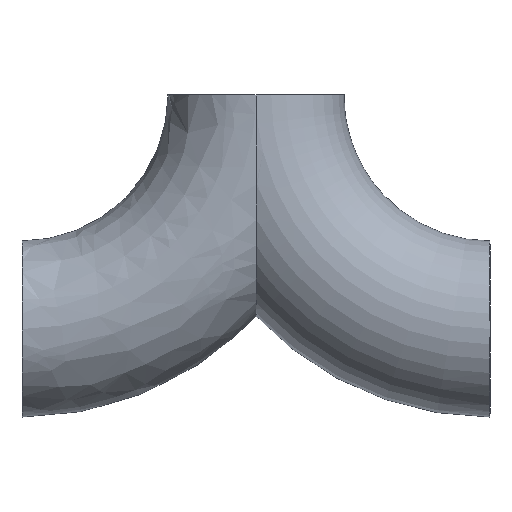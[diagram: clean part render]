
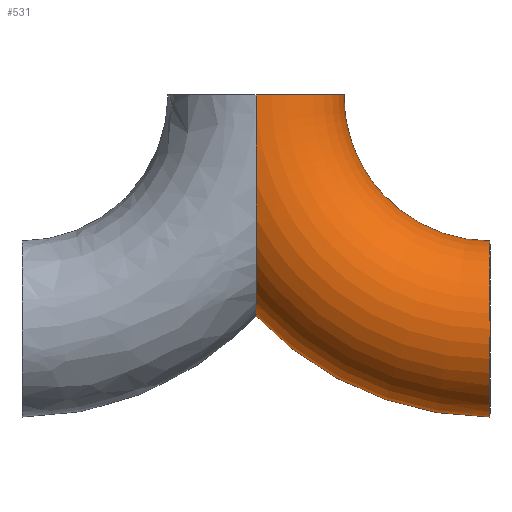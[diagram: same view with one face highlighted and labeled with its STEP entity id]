
A CAD part, front view. The second image highlights one B-rep face of the part: STEP entity #531.
In plain terms, the highlighted toroidal (fillet/blend) face has major radius 67.5 mm and minor radius 25.4 mm.
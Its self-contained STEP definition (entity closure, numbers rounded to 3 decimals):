
#391=CARTESIAN_POINT('',(0.,-25.4,0.));
#392=VERTEX_POINT('',#391);
#393=CARTESIAN_POINT('',(0.,25.4,0.));
#394=VERTEX_POINT('',#393);
#395=CARTESIAN_POINT('',(0.,-25.4,0.));
#396=CARTESIAN_POINT('',(0.,-25.4,-0.112));
#397=CARTESIAN_POINT('',(0.,-25.4,-0.247));
#398=CARTESIAN_POINT('',(0.,-25.4,-0.359));
#399=CARTESIAN_POINT('',(0.,-25.4,-7.439));
#400=CARTESIAN_POINT('',(0.,-25.402,-12.596));
#401=CARTESIAN_POINT('',(0.,-25.312,-17.01));
#402=CARTESIAN_POINT('',(0.,-25.285,-18.342));
#403=CARTESIAN_POINT('',(0.,-25.25,-19.607));
#404=CARTESIAN_POINT('',(0.,-25.205,-20.836));
#405=CARTESIAN_POINT('',(0.,-25.178,-21.564));
#406=CARTESIAN_POINT('',(0.,-25.148,-22.281));
#407=CARTESIAN_POINT('',(0.,-25.112,-23.));
#408=CARTESIAN_POINT('',(0.,-24.893,-27.486));
#409=CARTESIAN_POINT('',(0.,-24.491,-31.915));
#410=CARTESIAN_POINT('',(0.,-23.722,-36.17));
#411=CARTESIAN_POINT('',(0.,-23.476,-37.527));
#412=CARTESIAN_POINT('',(0.,-23.193,-38.867));
#413=CARTESIAN_POINT('',(0.,-22.868,-40.185));
#414=CARTESIAN_POINT('',(0.,-22.602,-41.257));
#415=CARTESIAN_POINT('',(0.,-22.308,-42.316));
#416=CARTESIAN_POINT('',(0.,-21.979,-43.369));
#417=CARTESIAN_POINT('',(0.,-20.96,-46.623));
#418=CARTESIAN_POINT('',(0.,-19.609,-49.781));
#419=CARTESIAN_POINT('',(0.,-17.811,-52.656));
#420=CARTESIAN_POINT('',(0.,-16.828,-54.227));
#421=CARTESIAN_POINT('',(0.,-15.712,-55.712));
#422=CARTESIAN_POINT('',(0.,-14.453,-57.061));
#423=CARTESIAN_POINT('',(0.,-13.206,-58.399));
#424=CARTESIAN_POINT('',(0.,-11.811,-59.606));
#425=CARTESIAN_POINT('',(0.,-10.298,-60.611));
#426=CARTESIAN_POINT('',(0.,-8.954,-61.503));
#427=CARTESIAN_POINT('',(0.,-7.516,-62.238));
#428=CARTESIAN_POINT('',(0.,-5.992,-62.781));
#429=CARTESIAN_POINT('',(0.,-5.196,-63.065));
#430=CARTESIAN_POINT('',(0.,-4.381,-63.294));
#431=CARTESIAN_POINT('',(0.,-3.558,-63.464));
#432=CARTESIAN_POINT('',(0.,-2.525,-63.678));
#433=CARTESIAN_POINT('',(0.,-1.476,-63.799));
#434=CARTESIAN_POINT('',(0.,-0.419,-63.824));
#435=CARTESIAN_POINT('',(0.,0.546,-63.847));
#436=CARTESIAN_POINT('',(0.,1.52,-63.789));
#437=CARTESIAN_POINT('',(0.,2.475,-63.653));
#438=CARTESIAN_POINT('',(0.,3.936,-63.445));
#439=CARTESIAN_POINT('',(0.,5.363,-63.054));
#440=CARTESIAN_POINT('',(0.,6.736,-62.498));
#441=CARTESIAN_POINT('',(0.,7.541,-62.172));
#442=CARTESIAN_POINT('',(0.,8.328,-61.789));
#443=CARTESIAN_POINT('',(0.,9.082,-61.359));
#444=CARTESIAN_POINT('',(0.,10.495,-60.555));
#445=CARTESIAN_POINT('',(0.,11.807,-59.585));
#446=CARTESIAN_POINT('',(0.,13.013,-58.486));
#447=CARTESIAN_POINT('',(0.,13.367,-58.164));
#448=CARTESIAN_POINT('',(0.,13.711,-57.83));
#449=CARTESIAN_POINT('',(0.,14.047,-57.487));
#450=CARTESIAN_POINT('',(0.,14.342,-57.185));
#451=CARTESIAN_POINT('',(0.,14.628,-56.878));
#452=CARTESIAN_POINT('',(0.,14.922,-56.546));
#453=CARTESIAN_POINT('',(0.,16.759,-54.469));
#454=CARTESIAN_POINT('',(0.,18.793,-51.524));
#455=CARTESIAN_POINT('',(0.,20.55,-47.31));
#456=CARTESIAN_POINT('',(0.,20.736,-46.864));
#457=CARTESIAN_POINT('',(0.,20.919,-46.404));
#458=CARTESIAN_POINT('',(0.,21.093,-45.942));
#459=CARTESIAN_POINT('',(0.,23.228,-40.287));
#460=CARTESIAN_POINT('',(0.,24.279,-34.023));
#461=CARTESIAN_POINT('',(0.,24.808,-27.668));
#462=CARTESIAN_POINT('',(0.,24.971,-25.715));
#463=CARTESIAN_POINT('',(0.,25.085,-23.754));
#464=CARTESIAN_POINT('',(0.,25.167,-21.8));
#465=CARTESIAN_POINT('',(0.,25.19,-21.238));
#466=CARTESIAN_POINT('',(0.,25.211,-20.677));
#467=CARTESIAN_POINT('',(0.,25.23,-20.117));
#468=CARTESIAN_POINT('',(0.,25.245,-19.67));
#469=CARTESIAN_POINT('',(0.,25.259,-19.215));
#470=CARTESIAN_POINT('',(0.,25.271,-18.749));
#471=CARTESIAN_POINT('',(0.,25.369,-15.132));
#472=CARTESIAN_POINT('',(0.,25.394,-10.939));
#473=CARTESIAN_POINT('',(0.,25.398,-6.213));
#474=CARTESIAN_POINT('',(0.,25.4,-4.344));
#475=CARTESIAN_POINT('',(0.,25.4,-2.392));
#476=CARTESIAN_POINT('',(0.,25.4,-0.359));
#477=CARTESIAN_POINT('',(0.,25.4,-0.247));
#478=CARTESIAN_POINT('',(0.,25.4,-0.112));
#479=CARTESIAN_POINT('',(0.,25.4,0.));
#480=B_SPLINE_CURVE_WITH_KNOTS('',3,(#395,#396,#397,#398,#399,#400,#401,#402,#403,#404,#405,#406,#407,#408,#409,#410,#411,#412,#413,#414,#415,#416,#417,#418,#419,#420,#421,#422,#423,#424,#425,#426,#427,#428,#429,#430,#431,#432,#433,#434,#435,#436,#437,#438,#439,#440,#441,#442,#443,#444,#445,#446,#447,#448,#449,#450,#451,#452,#453,#454,#455,#456,#457,#458,#459,#460,#461,#462,#463,#464,#465,#466,#467,#468,#469,#470,#471,#472,#473,#474,#475,#476,#477,#478,#479),.UNSPECIFIED.,.F.,.U.,(4,3,3,3,3,3,3,3,3,3,3,3,3,3,3,3,3,3,3,3,3,3,3,3,3,3,3,3,4),(-0.034,0.0,2.124,2.765,3.145,5.513,6.268,6.883,8.784,9.823,10.853,11.767,12.244,12.844,13.393,14.231,14.723,15.644,15.914,16.151,17.636,17.793,19.721,20.313,20.484,20.619,21.673,22.09,22.113),.UNSPECIFIED.);
#481=EDGE_CURVE('',#392,#394,#480,.T.);
#505=CARTESIAN_POINT('',(67.5,0.0,0.));
#506=DIRECTION('',(0.0,1.0,0.0));
#507=DIRECTION('',(0.0,0.0,1.0));
#508=AXIS2_PLACEMENT_3D('',#505,#506,#507);
#509=TOROIDAL_SURFACE('',#508,67.5,25.4);
#510=CARTESIAN_POINT('',(67.5,0.,-42.1));
#511=VERTEX_POINT('',#510);
#512=CARTESIAN_POINT('',(67.5,0.0,-67.5));
#513=DIRECTION('',(1.0,0.0,0.0));
#514=DIRECTION('',(0.0,0.0,-1.0));
#515=AXIS2_PLACEMENT_3D('',#512,#513,#514);
#516=CIRCLE('',#515,25.4);
#517=EDGE_CURVE('',#511,#511,#516,.T.);
#518=ORIENTED_EDGE('',*,*,#517,.F.);
#519=EDGE_LOOP('',(#518));
#520=FACE_OUTER_BOUND('',#519,.T.);
#521=ORIENTED_EDGE('',*,*,#481,.T.);
#522=CARTESIAN_POINT('',(0.0,0.0,0.0));
#523=DIRECTION('',(0.0,0.0,-1.0));
#524=DIRECTION('',(-1.0,0.0,0.0));
#525=AXIS2_PLACEMENT_3D('',#522,#523,#524);
#526=CIRCLE('',#525,25.4);
#527=EDGE_CURVE('',#394,#392,#526,.T.);
#528=ORIENTED_EDGE('',*,*,#527,.T.);
#529=EDGE_LOOP('',(#521,#528));
#530=FACE_BOUND('',#529,.T.);
#531=ADVANCED_FACE('',(#520,#530),#509,.T.);
